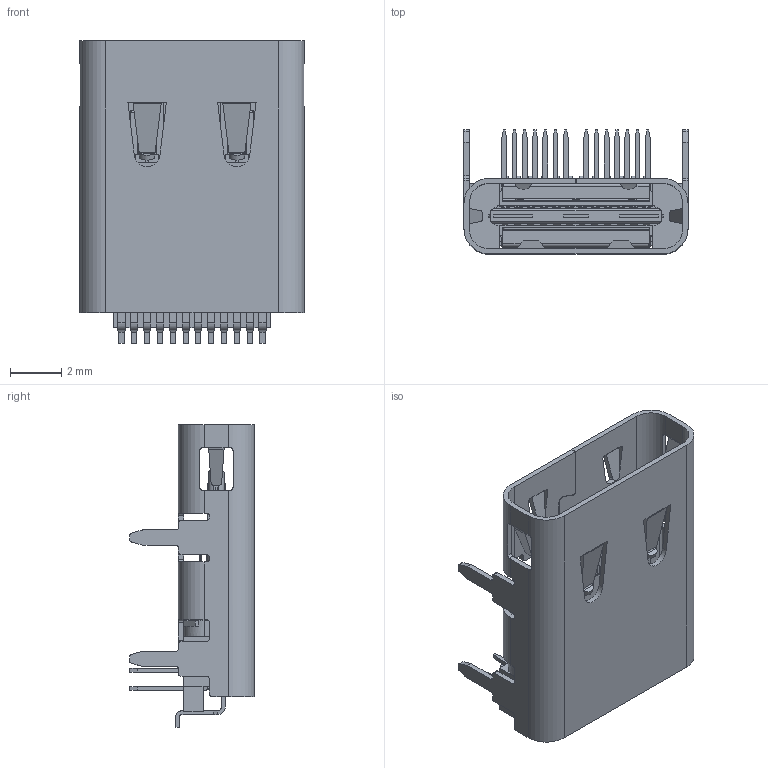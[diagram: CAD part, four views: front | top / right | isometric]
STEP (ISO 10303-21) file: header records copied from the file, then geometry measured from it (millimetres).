
FILE_DESCRIPTION(('STEP AP203'),'1');
FILE_NAME('632723100011.stp','2019-07-10T02:40:03',('TraceParts'),('TraceParts S.A.'),'Spatial InterOp 3D',' ',' ');
FILE_SCHEMA(('CONFIG_CONTROL_DESIGN'));
Length unit declared in the file: millimetre
Products named in the file (1): 1
Bounding box: 8.74 x 4.86 x 11.79 mm (x, y, z)
Volume: 128.2 mm3; surface area: 1313.7 mm2
Topology: 32 solids, 32 shells, 2095 faces, 5859 edges, 3808 vertices
Faces by surface type: plane 1618, cylinder 365, bspline 64, torus 48
Entity records: 73189 total; most frequent: CARTESIAN_POINT 18900, ORIENTED_EDGE 11718, DIRECTION 10601, EDGE_CURVE 5859, LINE 4727, VECTOR 4727, VERTEX_POINT 3808, AXIS2_PLACEMENT_3D 2937
